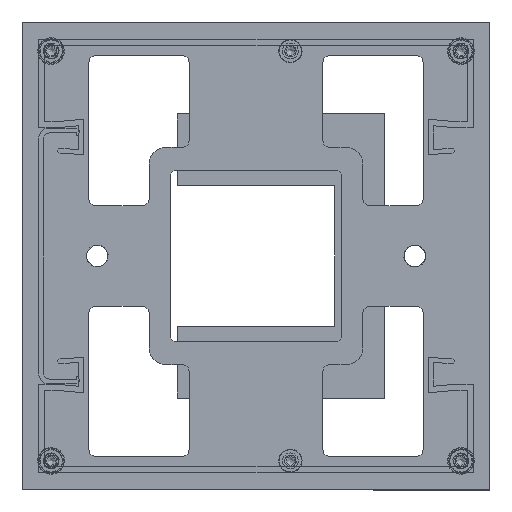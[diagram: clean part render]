
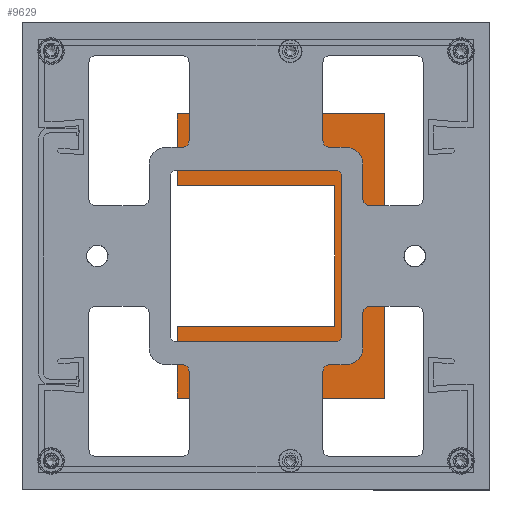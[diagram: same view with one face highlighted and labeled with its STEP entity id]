
A CAD part, front view. The second image highlights one B-rep face of the part: STEP entity #9629.
In plain terms, the highlighted planar face has unit normal (0, -1, 0).
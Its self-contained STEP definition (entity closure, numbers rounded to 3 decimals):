
#58 = DIRECTION ( 'NONE',  ( 0., 0., 1. ) ) ;
#131 = ORIENTED_EDGE ( 'NONE', *, *, #3145, .F. ) ;
#445 = VECTOR ( 'NONE', #10439, 1000. ) ;
#936 = VERTEX_POINT ( 'NONE', #1701 ) ;
#993 = EDGE_CURVE ( 'NONE', #2930, #2930, #1486, .T. ) ;
#1486 = CIRCLE ( 'NONE', #7799, 3.5 ) ;
#1520 = EDGE_LOOP ( 'NONE', ( #8225, #131, #7964, #3442, #4222, #8638, #3249, #8713 ) ) ;
#1701 = CARTESIAN_POINT ( 'NONE',  ( -42.5, 0., -47. ) ) ;
#1763 = LINE ( 'NONE', #5892, #6555 ) ;
#1808 = CARTESIAN_POINT ( 'NONE',  ( 42.5, 0., -47. ) ) ;
#1876 = DIRECTION ( 'NONE',  ( 0., 0., 1. ) ) ;
#1964 = DIRECTION ( 'NONE',  ( 0., 0., -1. ) ) ;
#1982 = ORIENTED_EDGE ( 'NONE', *, *, #9236, .T. ) ;
#2029 = CARTESIAN_POINT ( 'NONE',  ( 35., 0., -23.5 ) ) ;
#2062 = VERTEX_POINT ( 'NONE', #1808 ) ;
#2167 = DIRECTION ( 'NONE',  ( -1., 0., 0. ) ) ;
#2191 = CARTESIAN_POINT ( 'NONE',  ( -25., 0., -47. ) ) ;
#2298 = LINE ( 'NONE', #2191, #5610 ) ;
#2374 = CARTESIAN_POINT ( 'NONE',  ( 21., 0., -47. ) ) ;
#2545 = LINE ( 'NONE', #9310, #9546 ) ;
#2555 = CARTESIAN_POINT ( 'NONE',  ( 42.5, 0., 15. ) ) ;
#2643 = VERTEX_POINT ( 'NONE', #4380 ) ;
#2760 = VECTOR ( 'NONE', #7908, 1000. ) ;
#2930 = VERTEX_POINT ( 'NONE', #10498 ) ;
#3090 = EDGE_CURVE ( 'NONE', #936, #6401, #1763, .T. ) ;
#3145 = EDGE_CURVE ( 'NONE', #9171, #2643, #4615, .T. ) ;
#3249 = ORIENTED_EDGE ( 'NONE', *, *, #6888, .F. ) ;
#3442 = ORIENTED_EDGE ( 'NONE', *, *, #7918, .F. ) ;
#3661 = AXIS2_PLACEMENT_3D ( 'NONE', #5162, #7390, #58 ) ;
#3689 = DIRECTION ( 'NONE',  ( 0., 1., 0. ) ) ;
#3777 = CARTESIAN_POINT ( 'NONE',  ( 42.5, 0., -47. ) ) ;
#3838 = EDGE_LOOP ( 'NONE', ( #7033 ) ) ;
#4222 = ORIENTED_EDGE ( 'NONE', *, *, #9895, .F. ) ;
#4287 = PLANE ( 'NONE',  #3661 ) ;
#4326 = VECTOR ( 'NONE', #8976, 1000. ) ;
#4327 = VERTEX_POINT ( 'NONE', #6990 ) ;
#4380 = CARTESIAN_POINT ( 'NONE',  ( 21., 0., 0. ) ) ;
#4615 = LINE ( 'NONE', #4776, #2760 ) ;
#4618 = DIRECTION ( 'NONE',  ( 0., 0., -1. ) ) ;
#4776 = CARTESIAN_POINT ( 'NONE',  ( 21., 0., 0. ) ) ;
#5007 = AXIS2_PLACEMENT_3D ( 'NONE', #2029, #3689, #7913 ) ;
#5162 = CARTESIAN_POINT ( 'NONE',  ( 0., 0., 0. ) ) ;
#5332 = VERTEX_POINT ( 'NONE', #5789 ) ;
#5572 = CARTESIAN_POINT ( 'NONE',  ( -35., 0., -23.5 ) ) ;
#5610 = VECTOR ( 'NONE', #8894, 1000. ) ;
#5789 = CARTESIAN_POINT ( 'NONE',  ( -21., 0., -47. ) ) ;
#5892 = CARTESIAN_POINT ( 'NONE',  ( -42.5, 0., -47. ) ) ;
#5944 = CARTESIAN_POINT ( 'NONE',  ( -42.5, 0., 15. ) ) ;
#6065 = CIRCLE ( 'NONE', #5007, 3.5 ) ;
#6147 = CARTESIAN_POINT ( 'NONE',  ( 25., 0., -47. ) ) ;
#6230 = EDGE_CURVE ( 'NONE', #4327, #5332, #2545, .T. ) ;
#6328 = VERTEX_POINT ( 'NONE', #2555 ) ;
#6401 = VERTEX_POINT ( 'NONE', #5944 ) ;
#6499 = VERTEX_POINT ( 'NONE', #9047 ) ;
#6555 = VECTOR ( 'NONE', #1876, 1000. ) ;
#6686 = FACE_OUTER_BOUND ( 'NONE', #1520, .T. ) ;
#6888 = EDGE_CURVE ( 'NONE', #5332, #936, #2298, .T. ) ;
#6990 = CARTESIAN_POINT ( 'NONE',  ( -21., 0., 0. ) ) ;
#7033 = ORIENTED_EDGE ( 'NONE', *, *, #993, .T. ) ;
#7258 = EDGE_LOOP ( 'NONE', ( #1982 ) ) ;
#7390 = DIRECTION ( 'NONE',  ( 0., 1., 0. ) ) ;
#7799 = AXIS2_PLACEMENT_3D ( 'NONE', #5572, #8846, #8031 ) ;
#7866 = LINE ( 'NONE', #3777, #9756 ) ;
#7908 = DIRECTION ( 'NONE',  ( 0., 0., 1. ) ) ;
#7913 = DIRECTION ( 'NONE',  ( 0., 0., -1. ) ) ;
#7918 = EDGE_CURVE ( 'NONE', #6328, #2062, #7866, .T. ) ;
#7964 = ORIENTED_EDGE ( 'NONE', *, *, #8662, .F. ) ;
#7972 = CARTESIAN_POINT ( 'NONE',  ( -21., 0., 0. ) ) ;
#8031 = DIRECTION ( 'NONE',  ( 0., 0., 1. ) ) ;
#8172 = CARTESIAN_POINT ( 'NONE',  ( -42.5, 0., 15. ) ) ;
#8225 = ORIENTED_EDGE ( 'NONE', *, *, #9400, .F. ) ;
#8638 = ORIENTED_EDGE ( 'NONE', *, *, #3090, .F. ) ;
#8662 = EDGE_CURVE ( 'NONE', #2062, #9171, #10222, .T. ) ;
#8713 = ORIENTED_EDGE ( 'NONE', *, *, #6230, .F. ) ;
#8782 = VECTOR ( 'NONE', #2167, 1000. ) ;
#8846 = DIRECTION ( 'NONE',  ( 0., 1., 0. ) ) ;
#8894 = DIRECTION ( 'NONE',  ( -1., 0., 0. ) ) ;
#8976 = DIRECTION ( 'NONE',  ( 1., 0., 0. ) ) ;
#9027 = LINE ( 'NONE', #8172, #4326 ) ;
#9047 = CARTESIAN_POINT ( 'NONE',  ( 35., 0., -27. ) ) ;
#9143 = FACE_BOUND ( 'NONE', #7258, .T. ) ;
#9171 = VERTEX_POINT ( 'NONE', #2374 ) ;
#9236 = EDGE_CURVE ( 'NONE', #6499, #6499, #6065, .T. ) ;
#9310 = CARTESIAN_POINT ( 'NONE',  ( -21., 0., 0. ) ) ;
#9400 = EDGE_CURVE ( 'NONE', #2643, #4327, #9747, .T. ) ;
#9546 = VECTOR ( 'NONE', #1964, 1000. ) ;
#9629 = ADVANCED_FACE ( 'NONE', ( #6686, #9950, #9143 ), #4287, .F. ) ;
#9747 = LINE ( 'NONE', #7972, #445 ) ;
#9756 = VECTOR ( 'NONE', #4618, 1000. ) ;
#9895 = EDGE_CURVE ( 'NONE', #6401, #6328, #9027, .T. ) ;
#9950 = FACE_BOUND ( 'NONE', #3838, .T. ) ;
#10222 = LINE ( 'NONE', #6147, #8782 ) ;
#10439 = DIRECTION ( 'NONE',  ( -1., 0., 0. ) ) ;
#10498 = CARTESIAN_POINT ( 'NONE',  ( -35., 0., -20. ) ) ;
